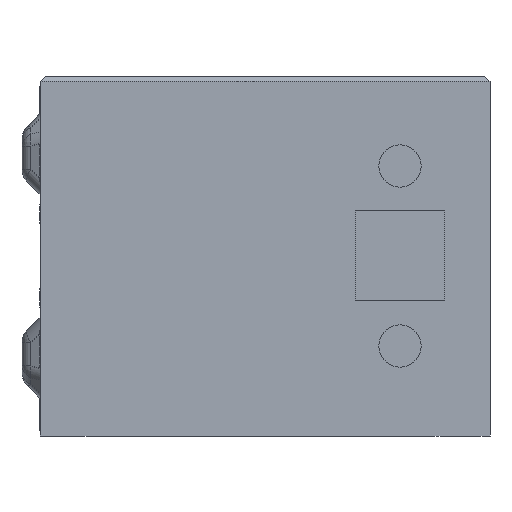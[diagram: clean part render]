
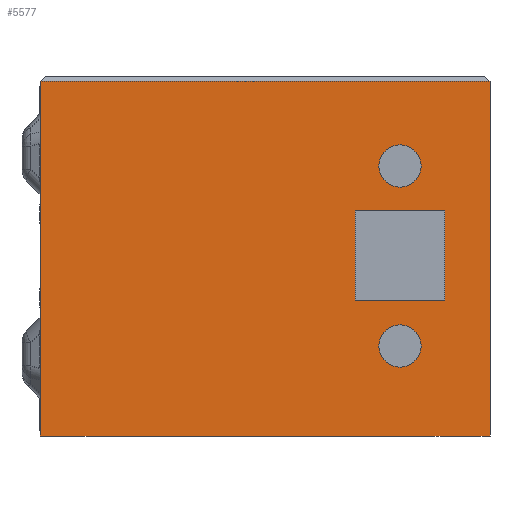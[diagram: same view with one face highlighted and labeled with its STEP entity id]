
A CAD part, front view. The second image highlights one B-rep face of the part: STEP entity #5577.
In plain terms, the highlighted planar face has unit normal (0, -1, 0).
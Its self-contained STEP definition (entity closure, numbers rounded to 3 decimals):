
#197=FACE_BOUND('',#1897,.T.);
#198=FACE_BOUND('',#1898,.T.);
#199=FACE_BOUND('',#1899,.T.);
#317=PLANE('',#6249);
#383=LINE('',#8229,#773);
#500=LINE('',#8702,#890);
#504=LINE('',#8710,#894);
#507=LINE('',#8716,#897);
#510=LINE('',#8721,#900);
#516=LINE('',#8746,#906);
#529=LINE('',#8781,#919);
#683=LINE('',#11218,#1073);
#773=VECTOR('',#6539,10.);
#890=VECTOR('',#6894,10.);
#894=VECTOR('',#6900,10.);
#897=VECTOR('',#6905,10.);
#900=VECTOR('',#6910,10.);
#906=VECTOR('',#6938,10.);
#919=VECTOR('',#6965,10.);
#1073=VECTOR('',#7847,10.);
#1546=FACE_OUTER_BOUND('',#1896,.T.);
#1896=EDGE_LOOP('',(#5080,#5081,#5082,#5083));
#1897=EDGE_LOOP('',(#5084,#5085,#5086,#5087));
#1898=EDGE_LOOP('',(#5088));
#1899=EDGE_LOOP('',(#5089));
#2088=CIRCLE('',#5937,2.35);
#2090=CIRCLE('',#5941,2.35);
#2333=VERTEX_POINT('',#8227);
#2334=VERTEX_POINT('',#8228);
#2458=VERTEX_POINT('',#8700);
#2459=VERTEX_POINT('',#8701);
#2462=VERTEX_POINT('',#8709);
#2464=VERTEX_POINT('',#8715);
#2473=VERTEX_POINT('',#8744);
#2488=VERTEX_POINT('',#8779);
#2558=VERTEX_POINT('',#9354);
#2560=VERTEX_POINT('',#9361);
#2874=EDGE_CURVE('',#2333,#2334,#383,.T.);
#3057=EDGE_CURVE('',#2458,#2459,#500,.T.);
#3061=EDGE_CURVE('',#2462,#2458,#504,.T.);
#3064=EDGE_CURVE('',#2464,#2462,#507,.T.);
#3067=EDGE_CURVE('',#2459,#2464,#510,.T.);
#3079=EDGE_CURVE('',#2334,#2473,#516,.T.);
#3097=EDGE_CURVE('',#2488,#2473,#529,.T.);
#3206=EDGE_CURVE('',#2558,#2558,#2088,.T.);
#3209=EDGE_CURVE('',#2560,#2560,#2090,.T.);
#3543=EDGE_CURVE('',#2488,#2333,#683,.T.);
#5080=ORIENTED_EDGE('',*,*,#3543,.T.);
#5081=ORIENTED_EDGE('',*,*,#2874,.T.);
#5082=ORIENTED_EDGE('',*,*,#3079,.T.);
#5083=ORIENTED_EDGE('',*,*,#3097,.F.);
#5084=ORIENTED_EDGE('',*,*,#3057,.T.);
#5085=ORIENTED_EDGE('',*,*,#3067,.T.);
#5086=ORIENTED_EDGE('',*,*,#3064,.T.);
#5087=ORIENTED_EDGE('',*,*,#3061,.T.);
#5088=ORIENTED_EDGE('',*,*,#3206,.F.);
#5089=ORIENTED_EDGE('',*,*,#3209,.F.);
#5577=ADVANCED_FACE('',(#1546,#197,#198,#199),#317,.F.);
#5937=AXIS2_PLACEMENT_3D('',#9355,#7155,#7156);
#5941=AXIS2_PLACEMENT_3D('',#9362,#7164,#7165);
#6249=AXIS2_PLACEMENT_3D('',#11268,#7907,#7908);
#6539=DIRECTION('',(0.,0.,-1.));
#6894=DIRECTION('',(0.,0.,1.));
#6900=DIRECTION('',(-1.,0.,0.));
#6905=DIRECTION('',(0.,0.,-1.));
#6910=DIRECTION('',(1.,0.,0.));
#6938=DIRECTION('',(1.,0.,0.));
#6965=DIRECTION('',(0.,0.,-1.));
#7155=DIRECTION('center_axis',(0.,-1.,0.));
#7156=DIRECTION('ref_axis',(1.,0.,0.));
#7164=DIRECTION('center_axis',(0.,-1.,0.));
#7165=DIRECTION('ref_axis',(1.,0.,0.));
#7847=DIRECTION('',(-1.,0.,0.));
#7907=DIRECTION('center_axis',(0.,1.,0.));
#7908=DIRECTION('ref_axis',(1.,0.,0.));
#8227=CARTESIAN_POINT('',(-29.,-35.,79.4));
#8228=CARTESIAN_POINT('',(-29.,-35.,40.));
#8229=CARTESIAN_POINT('',(-29.,-35.,80.));
#8700=CARTESIAN_POINT('',(6.,-35.,55.));
#8701=CARTESIAN_POINT('',(6.,-35.,65.));
#8702=CARTESIAN_POINT('',(6.,-35.,67.5));
#8709=CARTESIAN_POINT('',(16.,-35.,55.));
#8710=CARTESIAN_POINT('',(-6.5,-35.,55.));
#8715=CARTESIAN_POINT('',(16.,-35.,65.));
#8716=CARTESIAN_POINT('',(16.,-35.,72.5));
#8721=CARTESIAN_POINT('',(-11.5,-35.,65.));
#8744=CARTESIAN_POINT('',(21.,-35.,40.));
#8746=CARTESIAN_POINT('',(-29.,-35.,40.));
#8779=CARTESIAN_POINT('',(21.,-35.,79.4));
#8781=CARTESIAN_POINT('',(21.,-35.,80.));
#9354=CARTESIAN_POINT('',(8.65,-35.,50.));
#9355=CARTESIAN_POINT('Origin',(11.,-35.,50.));
#9361=CARTESIAN_POINT('',(8.65,-35.,70.));
#9362=CARTESIAN_POINT('Origin',(11.,-35.,70.));
#11218=CARTESIAN_POINT('',(-16.5,-35.,79.4));
#11268=CARTESIAN_POINT('Origin',(-29.,-35.,80.));
